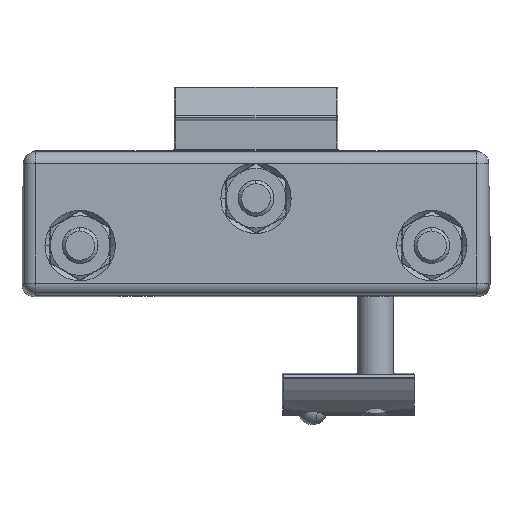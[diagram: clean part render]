
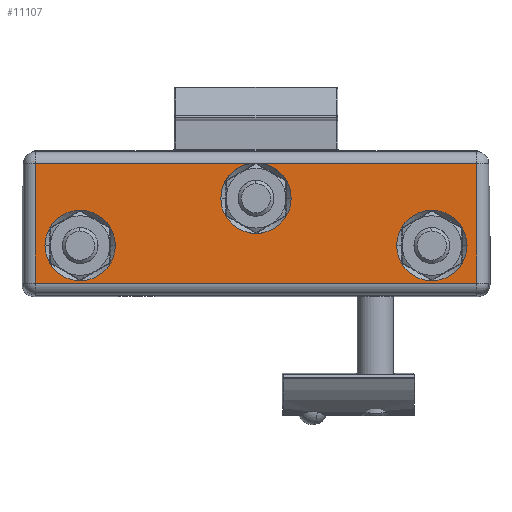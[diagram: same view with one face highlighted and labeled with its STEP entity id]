
A CAD part, top view. The second image highlights one B-rep face of the part: STEP entity #11107.
In plain terms, the highlighted planar face has unit normal (0, 0, 1).
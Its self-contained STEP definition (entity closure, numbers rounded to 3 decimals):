
#237 = DIRECTION ( 'NONE',  ( 1., 0., 0. ) ) ;
#665 = DIRECTION ( 'NONE',  ( 0., 0., 1. ) ) ;
#905 = DIRECTION ( 'NONE',  ( 1., 0., 0. ) ) ;
#1317 = CARTESIAN_POINT ( 'NONE',  ( 29.5, -3.714, 15.5 ) ) ;
#1707 = AXIS2_PLACEMENT_3D ( 'NONE', #16672, #8455, #237 ) ;
#1874 = DIRECTION ( 'NONE',  ( 0., 0., 1. ) ) ;
#2013 = CARTESIAN_POINT ( 'NONE',  ( -1.08, 10.014, 15.5 ) ) ;
#2076 = EDGE_CURVE ( 'NONE', #12407, #10683, #8542, .T. ) ;
#2172 = ORIENTED_EDGE ( 'NONE', *, *, #9066, .F. ) ;
#2211 = EDGE_CURVE ( 'NONE', #4277, #8768, #17322, .T. ) ;
#2275 = CARTESIAN_POINT ( 'NONE',  ( 37.014, 11.979, 15.5 ) ) ;
#2310 = EDGE_CURVE ( 'NONE', #3092, #12407, #16041, .T. ) ;
#2409 = FACE_BOUND ( 'NONE', #13354, .T. ) ;
#2411 = ORIENTED_EDGE ( 'NONE', *, *, #13556, .F. ) ;
#2692 = DIRECTION ( 'NONE',  ( 1., 0., 0. ) ) ;
#2759 = ORIENTED_EDGE ( 'NONE', *, *, #5653, .T. ) ;
#2765 = PLANE ( 'NONE',  #15045 ) ;
#2856 = VERTEX_POINT ( 'NONE', #6663 ) ;
#3092 = VERTEX_POINT ( 'NONE', #12765 ) ;
#3487 = CIRCLE ( 'NONE', #1707, 5.9 ) ;
#3701 = ORIENTED_EDGE ( 'NONE', *, *, #2211, .F. ) ;
#3747 = CARTESIAN_POINT ( 'NONE',  ( -29.5, -3.714, 15.5 ) ) ;
#3966 = CARTESIAN_POINT ( 'NONE',  ( -37.014, -11.979, 15.5 ) ) ;
#4087 = DIRECTION ( 'NONE',  ( 0., 0., 1. ) ) ;
#4277 = VERTEX_POINT ( 'NONE', #2013 ) ;
#4554 = AXIS2_PLACEMENT_3D ( 'NONE', #7597, #17172, #8971 ) ;
#4926 = VERTEX_POINT ( 'NONE', #6811 ) ;
#4979 = VECTOR ( 'NONE', #5156, 1000. ) ;
#5136 = DIRECTION ( 'NONE',  ( 1., 0., 0. ) ) ;
#5156 = DIRECTION ( 'NONE',  ( 1., 0., 0. ) ) ;
#5221 = ORIENTED_EDGE ( 'NONE', *, *, #17721, .F. ) ;
#5511 = EDGE_CURVE ( 'NONE', #9964, #12596, #10979, .T. ) ;
#5634 = FACE_BOUND ( 'NONE', #12131, .T. ) ;
#5645 = LINE ( 'NONE', #3966, #9280 ) ;
#5653 = EDGE_CURVE ( 'NONE', #4926, #10350, #5645, .T. ) ;
#5808 = EDGE_CURVE ( 'NONE', #8768, #2856, #3487, .T. ) ;
#6663 = CARTESIAN_POINT ( 'NONE',  ( 5.9, 4.214, 15.5 ) ) ;
#6665 = CARTESIAN_POINT ( 'NONE',  ( 23.6, -3.714, 15.5 ) ) ;
#6811 = CARTESIAN_POINT ( 'NONE',  ( -37.014, 10.014, 15.5 ) ) ;
#6852 = ORIENTED_EDGE ( 'NONE', *, *, #2310, .T. ) ;
#7365 = CIRCLE ( 'NONE', #10244, 5.9 ) ;
#7565 = ORIENTED_EDGE ( 'NONE', *, *, #2076, .T. ) ;
#7597 = CARTESIAN_POINT ( 'NONE',  ( 0., 4.214, 15.5 ) ) ;
#8019 = VERTEX_POINT ( 'NONE', #12478 ) ;
#8185 = ORIENTED_EDGE ( 'NONE', *, *, #14141, .F. ) ;
#8235 = CIRCLE ( 'NONE', #13106, 5.9 ) ;
#8380 = CARTESIAN_POINT ( 'NONE',  ( -38.979, 10.014, 15.5 ) ) ;
#8443 = DIRECTION ( 'NONE',  ( -1., 0., 0. ) ) ;
#8455 = DIRECTION ( 'NONE',  ( 0., 0., 1. ) ) ;
#8542 = LINE ( 'NONE', #15824, #15408 ) ;
#8621 = LINE ( 'NONE', #14667, #4979 ) ;
#8687 = VECTOR ( 'NONE', #8443, 1000. ) ;
#8764 = EDGE_LOOP ( 'NONE', ( #3701, #9929, #2759, #17445, #6852, #7565, #5221, #16231 ) ) ;
#8768 = VERTEX_POINT ( 'NONE', #14884 ) ;
#8870 = CARTESIAN_POINT ( 'NONE',  ( 0., 4.214, 15.5 ) ) ;
#8940 = CARTESIAN_POINT ( 'NONE',  ( -37.014, -10.014, 15.5 ) ) ;
#8971 = DIRECTION ( 'NONE',  ( 1., 0., 0. ) ) ;
#9066 = EDGE_CURVE ( 'NONE', #12832, #8019, #17289, .T. ) ;
#9115 = DIRECTION ( 'NONE',  ( 0., 0., 1. ) ) ;
#9119 = LINE ( 'NONE', #8380, #8687 ) ;
#9206 = AXIS2_PLACEMENT_3D ( 'NONE', #10068, #1874, #11449 ) ;
#9280 = VECTOR ( 'NONE', #12161, 1000. ) ;
#9929 = ORIENTED_EDGE ( 'NONE', *, *, #12982, .T. ) ;
#9964 = VERTEX_POINT ( 'NONE', #6665 ) ;
#10068 = CARTESIAN_POINT ( 'NONE',  ( -29.5, -3.714, 15.5 ) ) ;
#10215 = DIRECTION ( 'NONE',  ( 1., 0., 0. ) ) ;
#10244 = AXIS2_PLACEMENT_3D ( 'NONE', #3747, #13304, #5136 ) ;
#10289 = CIRCLE ( 'NONE', #4554, 5.9 ) ;
#10350 = VERTEX_POINT ( 'NONE', #8940 ) ;
#10683 = VERTEX_POINT ( 'NONE', #12688 ) ;
#10881 = DIRECTION ( 'NONE',  ( 0., 0., 1. ) ) ;
#10979 = CIRCLE ( 'NONE', #13396, 5.9 ) ;
#11107 = ADVANCED_FACE ( 'NONE', ( #2409, #5634, #12897 ), #2765, .T. ) ;
#11449 = DIRECTION ( 'NONE',  ( 1., 0., 0. ) ) ;
#11842 = DIRECTION ( 'NONE',  ( 0., 1., 0. ) ) ;
#12131 = EDGE_LOOP ( 'NONE', ( #2411, #14204 ) ) ;
#12161 = DIRECTION ( 'NONE',  ( 0., -1., 0. ) ) ;
#12342 = CARTESIAN_POINT ( 'NONE',  ( -39.25, -12.25, 15.5 ) ) ;
#12368 = VECTOR ( 'NONE', #11842, 1000. ) ;
#12407 = VERTEX_POINT ( 'NONE', #14936 ) ;
#12473 = AXIS2_PLACEMENT_3D ( 'NONE', #8870, #665, #10215 ) ;
#12478 = CARTESIAN_POINT ( 'NONE',  ( -23.6, -3.714, 15.5 ) ) ;
#12596 = VERTEX_POINT ( 'NONE', #14068 ) ;
#12688 = CARTESIAN_POINT ( 'NONE',  ( 1.08, 10.014, 15.5 ) ) ;
#12765 = CARTESIAN_POINT ( 'NONE',  ( 37.014, -10.014, 15.5 ) ) ;
#12832 = VERTEX_POINT ( 'NONE', #14919 ) ;
#12897 = FACE_OUTER_BOUND ( 'NONE', #8764, .T. ) ;
#12982 = EDGE_CURVE ( 'NONE', #4277, #4926, #9119, .T. ) ;
#13106 = AXIS2_PLACEMENT_3D ( 'NONE', #17318, #9115, #905 ) ;
#13304 = DIRECTION ( 'NONE',  ( 0., 0., 1. ) ) ;
#13354 = EDGE_LOOP ( 'NONE', ( #8185, #2172 ) ) ;
#13396 = AXIS2_PLACEMENT_3D ( 'NONE', #1317, #10881, #2692 ) ;
#13556 = EDGE_CURVE ( 'NONE', #12596, #9964, #8235, .T. ) ;
#13704 = DIRECTION ( 'NONE',  ( 1., 0., 0. ) ) ;
#14068 = CARTESIAN_POINT ( 'NONE',  ( 35.4, -3.714, 15.5 ) ) ;
#14141 = EDGE_CURVE ( 'NONE', #8019, #12832, #7365, .T. ) ;
#14204 = ORIENTED_EDGE ( 'NONE', *, *, #5511, .F. ) ;
#14667 = CARTESIAN_POINT ( 'NONE',  ( 38.979, -10.014, 15.5 ) ) ;
#14884 = CARTESIAN_POINT ( 'NONE',  ( -5.9, 4.214, 15.5 ) ) ;
#14919 = CARTESIAN_POINT ( 'NONE',  ( -35.4, -3.714, 15.5 ) ) ;
#14936 = CARTESIAN_POINT ( 'NONE',  ( 37.014, 10.014, 15.5 ) ) ;
#15045 = AXIS2_PLACEMENT_3D ( 'NONE', #12342, #4087, #13704 ) ;
#15408 = VECTOR ( 'NONE', #17171, 1000. ) ;
#15824 = CARTESIAN_POINT ( 'NONE',  ( -38.979, 10.014, 15.5 ) ) ;
#16041 = LINE ( 'NONE', #2275, #12368 ) ;
#16231 = ORIENTED_EDGE ( 'NONE', *, *, #5808, .F. ) ;
#16672 = CARTESIAN_POINT ( 'NONE',  ( 0., 4.214, 15.5 ) ) ;
#17171 = DIRECTION ( 'NONE',  ( -1., 0., 0. ) ) ;
#17172 = DIRECTION ( 'NONE',  ( 0., 0., 1. ) ) ;
#17289 = CIRCLE ( 'NONE', #9206, 5.9 ) ;
#17318 = CARTESIAN_POINT ( 'NONE',  ( 29.5, -3.714, 15.5 ) ) ;
#17322 = CIRCLE ( 'NONE', #12473, 5.9 ) ;
#17356 = EDGE_CURVE ( 'NONE', #10350, #3092, #8621, .T. ) ;
#17445 = ORIENTED_EDGE ( 'NONE', *, *, #17356, .T. ) ;
#17721 = EDGE_CURVE ( 'NONE', #2856, #10683, #10289, .T. ) ;
